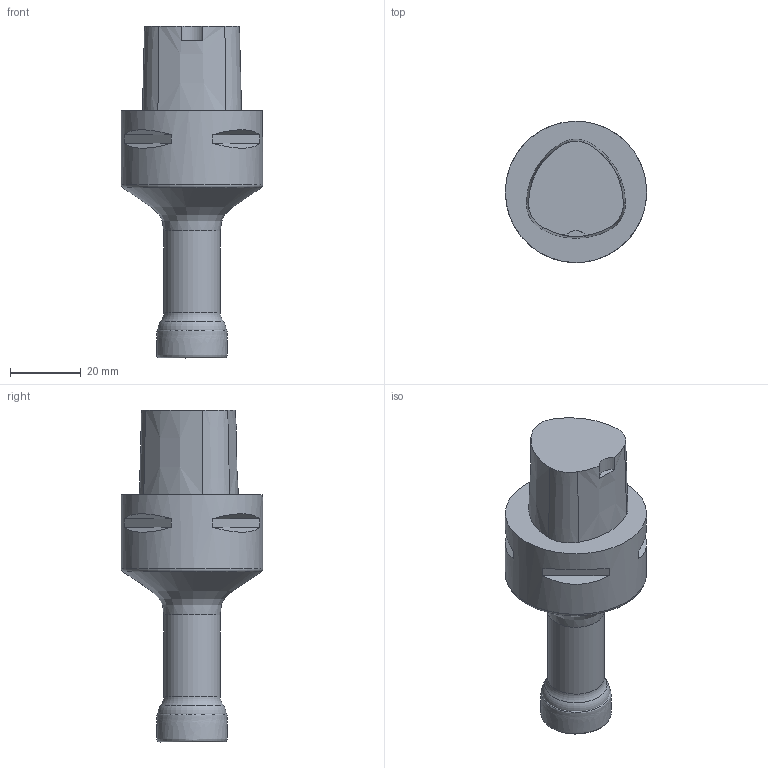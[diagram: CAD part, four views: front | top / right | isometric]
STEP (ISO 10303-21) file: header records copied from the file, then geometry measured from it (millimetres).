
FILE_DESCRIPTION(/* description */ (''),/* implementation_level */ '2;1');
FILE_NAME(/* name */ 'toolassembly_1.stp',/* time_stamp */ '2018-06-25T14:11:36+02:00',/* author */ (''),/* organization */ ('SMS'),/* preprocessor_version */ 'ST-DEVELOPER v15',/* originating_system */ 'SIEMENS PLM Software NX 8.5',/* authorisation */ '');
FILE_SCHEMA (('AUTOMOTIVE_DESIGN { 1 0 10303 214 3 1 1 1 }'));
Length unit declared in the file: millimetre
Products named in the file (4): ASSEMBLY_CONSTRUCTION; CUT_20180625141107; NOCUT_20180625141106; TOOLASSEMBLY_1
Assembly tree (3 placements, depth 2):
  TOOLASSEMBLY_1
    NOCUT_20180625141106
    CUT_20180625141107
    ASSEMBLY_CONSTRUCTION
Bounding box: 39.99 x 39.99 x 94 mm (x, y, z)
Volume: 57295.7 mm3; surface area: 10864.9 mm2
Topology: 2 solids, 2 shells, 35 faces, 75 edges, 55 vertices
Faces by surface type: plane 17, cone 9, torus 4, cylinder 3, revolution 1, bspline 1
Full cylindrical faces by diameter (mm): 16 x1, 40 x1
Entity records: 5478 total; most frequent: CARTESIAN_POINT 4567, DIRECTION 183, ORIENTED_EDGE 120, AXIS2_PLACEMENT_3D 80, EDGE_CURVE 60, EDGE_LOOP 50, VERTEX_POINT 45, ADVANCED_FACE 35
